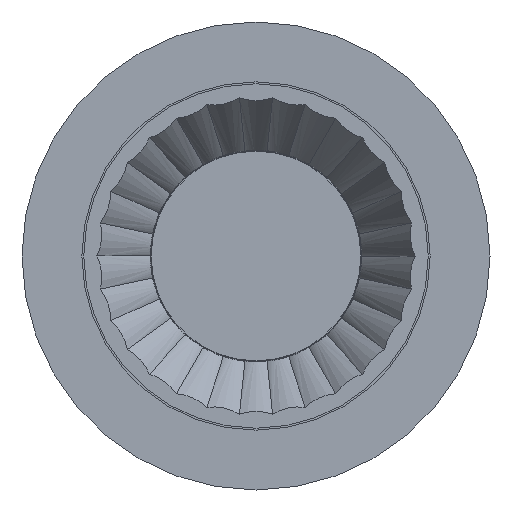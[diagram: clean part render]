
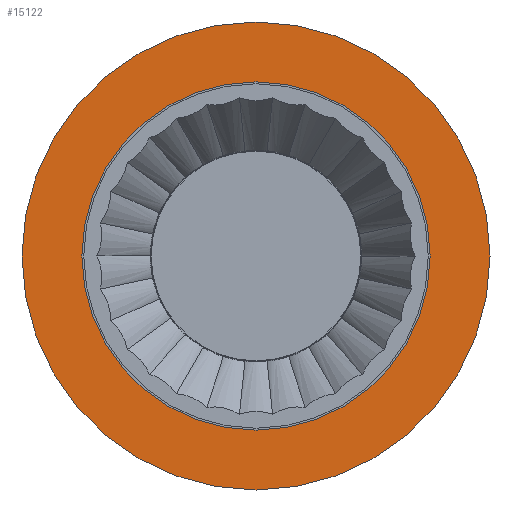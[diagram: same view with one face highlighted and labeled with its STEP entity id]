
A CAD part, front view. The second image highlights one B-rep face of the part: STEP entity #15122.
In plain terms, the highlighted planar face has unit normal (0, -1, 0).
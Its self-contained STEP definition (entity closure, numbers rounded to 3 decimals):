
#316 = DIRECTION ( 'NONE',  ( 0., 0., -1. ) ) ;
#689 = CARTESIAN_POINT ( 'NONE',  ( 0., 0., 62.5 ) ) ;
#694 = CARTESIAN_POINT ( 'NONE',  ( -62.5, 0., 0. ) ) ;
#1189 = EDGE_CURVE ( 'NONE', #20119, #4581, #3342, .T. ) ;
#1218 = EDGE_LOOP ( 'NONE', ( #19114, #17647 ) ) ;
#1893 = CARTESIAN_POINT ( 'NONE',  ( 0., 0., 0. ) ) ;
#2202 = CIRCLE ( 'NONE', #13114, 62.5 ) ;
#2445 = EDGE_LOOP ( 'NONE', ( #23968, #25426 ) ) ;
#3342 = CIRCLE ( 'NONE', #25030, 62.5 ) ;
#4333 = DIRECTION ( 'NONE',  ( 0., 0., -1. ) ) ;
#4411 = FACE_BOUND ( 'NONE', #1218, .T. ) ;
#4581 = VERTEX_POINT ( 'NONE', #689 ) ;
#6190 = CARTESIAN_POINT ( 'NONE',  ( 0., 0., 0. ) ) ;
#6680 = CARTESIAN_POINT ( 'NONE',  ( 0., 0., 0. ) ) ;
#7842 = PLANE ( 'NONE',  #29673 ) ;
#8539 = DIRECTION ( 'NONE',  ( 0., 0., -1. ) ) ;
#9077 = DIRECTION ( 'NONE',  ( 0., 0., -1. ) ) ;
#9651 = CARTESIAN_POINT ( 'NONE',  ( 0., 0., -46.5 ) ) ;
#10284 = DIRECTION ( 'NONE',  ( 0., 0., 1. ) ) ;
#10707 = AXIS2_PLACEMENT_3D ( 'NONE', #6190, #22868, #8539 ) ;
#11460 = FACE_OUTER_BOUND ( 'NONE', #2445, .T. ) ;
#13114 = AXIS2_PLACEMENT_3D ( 'NONE', #28832, #14515, #316 ) ;
#14097 = VERTEX_POINT ( 'NONE', #17329 ) ;
#14515 = DIRECTION ( 'NONE',  ( 0., -1., 0. ) ) ;
#14588 = CIRCLE ( 'NONE', #24050, 46.5 ) ;
#15122 = ADVANCED_FACE ( 'NONE', ( #4411, #11460 ), #7842, .F. ) ;
#17329 = CARTESIAN_POINT ( 'NONE',  ( 0., 0., 46.5 ) ) ;
#17647 = ORIENTED_EDGE ( 'NONE', *, *, #26725, .F. ) ;
#18543 = DIRECTION ( 'NONE',  ( 0., -1., 0. ) ) ;
#18807 = VERTEX_POINT ( 'NONE', #9651 ) ;
#19114 = ORIENTED_EDGE ( 'NONE', *, *, #22247, .F. ) ;
#20119 = VERTEX_POINT ( 'NONE', #22602 ) ;
#22247 = EDGE_CURVE ( 'NONE', #18807, #14097, #23783, .T. ) ;
#22602 = CARTESIAN_POINT ( 'NONE',  ( 0., 0., -62.5 ) ) ;
#22868 = DIRECTION ( 'NONE',  ( 0., -1., 0. ) ) ;
#23783 = CIRCLE ( 'NONE', #10707, 46.5 ) ;
#23968 = ORIENTED_EDGE ( 'NONE', *, *, #1189, .T. ) ;
#24050 = AXIS2_PLACEMENT_3D ( 'NONE', #1893, #18543, #4333 ) ;
#24563 = DIRECTION ( 'NONE',  ( 0., 1., 0. ) ) ;
#25030 = AXIS2_PLACEMENT_3D ( 'NONE', #6680, #25755, #9077 ) ;
#25426 = ORIENTED_EDGE ( 'NONE', *, *, #28747, .T. ) ;
#25755 = DIRECTION ( 'NONE',  ( 0., -1., 0. ) ) ;
#26725 = EDGE_CURVE ( 'NONE', #14097, #18807, #14588, .T. ) ;
#28747 = EDGE_CURVE ( 'NONE', #4581, #20119, #2202, .T. ) ;
#28832 = CARTESIAN_POINT ( 'NONE',  ( 0., 0., 0. ) ) ;
#29673 = AXIS2_PLACEMENT_3D ( 'NONE', #694, #24563, #10284 ) ;
